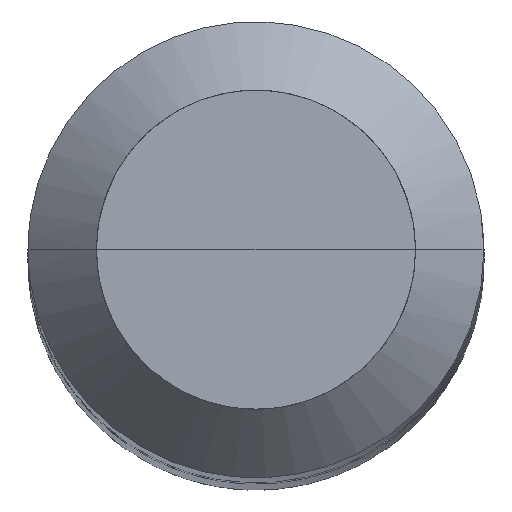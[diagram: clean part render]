
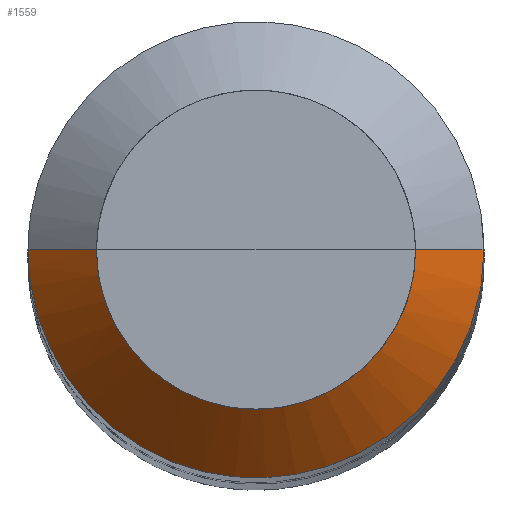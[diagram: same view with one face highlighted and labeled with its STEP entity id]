
A CAD part, top view. The second image highlights one B-rep face of the part: STEP entity #1559.
In plain terms, the highlighted free-form (B-spline) face has degree [1, 2] with [2, 5] control points.
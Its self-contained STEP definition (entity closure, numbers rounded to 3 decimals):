
#1259=CARTESIAN_POINT('',(3.0,0.0,35.1));
#1263=CARTESIAN_POINT('',(-3.0,0.0,35.1));
#1264=CARTESIAN_POINT('',(2.1,0.0,36.0));
#1268=CARTESIAN_POINT('',(-2.1,0.0,36.0));
#1273=CARTESIAN_POINT('',(-3.0,-3.0,35.1));
#1274=CARTESIAN_POINT('',(0.0,-3.0,35.1));
#1275=CARTESIAN_POINT('',(3.0,-3.0,35.1));
#1276=CARTESIAN_POINT('',(-2.1,-2.1,36.0));
#1277=CARTESIAN_POINT('',(0.0,-2.1,36.0));
#1278=CARTESIAN_POINT('',(2.1,-2.1,36.0));
#1540=(
BOUNDED_SURFACE()
B_SPLINE_SURFACE(1,2,(
(#1263,#1273,#1274,#1275,#1259),
(#1268,#1276,#1277,#1278,#1264)
), .UNSPECIFIED.,.F.,.F.,.F.)
B_SPLINE_SURFACE_WITH_KNOTS((2,2),(3,2,3),(
0.0,1.0),(
0.0,0.5,1.0), .UNSPECIFIED.)
GEOMETRIC_REPRESENTATION_ITEM()
RATIONAL_B_SPLINE_SURFACE(((1.0,0.707,1.0,0.707,1.0),
(1.0,0.707,1.0,0.707,1.0)
))
REPRESENTATION_ITEM('')
SURFACE()
);
#1541=(
BOUNDED_CURVE()
B_SPLINE_CURVE(2,(#1268,#1276,#1277,#1278,#1264),.UNSPECIFIED.,.F.,.F.)
B_SPLINE_CURVE_WITH_KNOTS((3,2,3),
(0.0,0.5,1.0),.UNSPECIFIED.)
CURVE()
GEOMETRIC_REPRESENTATION_ITEM()
RATIONAL_B_SPLINE_CURVE((1.0,0.707,1.0,0.707,1.0))
REPRESENTATION_ITEM('')
);
#1542=(
BOUNDED_CURVE()
B_SPLINE_CURVE(1,(#1264,#1259),.UNSPECIFIED.,.F.,.F.)
B_SPLINE_CURVE_WITH_KNOTS((2,2),
(0.0,1.0),.UNSPECIFIED.)
CURVE()
GEOMETRIC_REPRESENTATION_ITEM()
RATIONAL_B_SPLINE_CURVE((1.0,1.0))
REPRESENTATION_ITEM('')
);
#1543=(
BOUNDED_CURVE()
B_SPLINE_CURVE(2,(#1259,#1275,#1274,#1273,#1263),.UNSPECIFIED.,.F.,.F.)
B_SPLINE_CURVE_WITH_KNOTS((3,2,3),
(0.0,0.5,1.0),.UNSPECIFIED.)
CURVE()
GEOMETRIC_REPRESENTATION_ITEM()
RATIONAL_B_SPLINE_CURVE((1.0,0.707,1.0,0.707,1.0))
REPRESENTATION_ITEM('')
);
#1544=(
BOUNDED_CURVE()
B_SPLINE_CURVE(1,(#1263,#1268),.UNSPECIFIED.,.F.,.F.)
B_SPLINE_CURVE_WITH_KNOTS((2,2),
(0.0,1.0),.UNSPECIFIED.)
CURVE()
GEOMETRIC_REPRESENTATION_ITEM()
RATIONAL_B_SPLINE_CURVE((1.0,1.0))
REPRESENTATION_ITEM('')
);
#1545=VERTEX_POINT('',#1259);
#1546=VERTEX_POINT('',#1263);
#1547=VERTEX_POINT('',#1264);
#1548=VERTEX_POINT('',#1268);
#1549=EDGE_CURVE('',#1548,#1547,#1541,.T.);
#1550=EDGE_CURVE('',#1547,#1545,#1542,.T.);
#1551=EDGE_CURVE('',#1545,#1546,#1543,.T.);
#1552=EDGE_CURVE('',#1546,#1548,#1544,.T.);
#1553=ORIENTED_EDGE('',*,*,#1549,.T.);
#1554=ORIENTED_EDGE('',*,*,#1550,.T.);
#1555=ORIENTED_EDGE('',*,*,#1551,.T.);
#1556=ORIENTED_EDGE('',*,*,#1552,.T.);
#1557=EDGE_LOOP('',(#1553,#1554,#1555,#1556));
#1558=FACE_OUTER_BOUND('',#1557,.T.);
#1559=ADVANCED_FACE('',(#1558),#1540,.T.);
